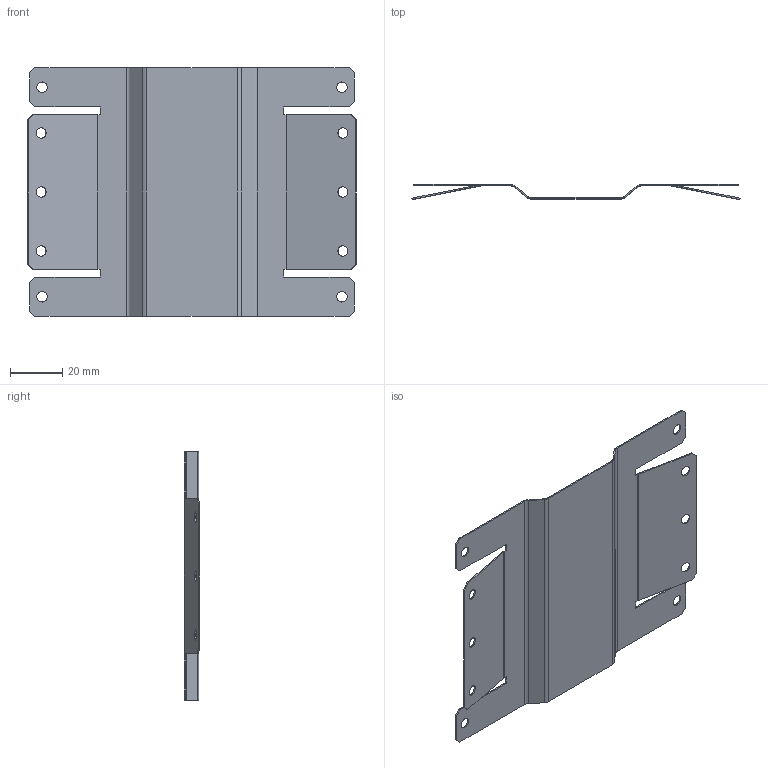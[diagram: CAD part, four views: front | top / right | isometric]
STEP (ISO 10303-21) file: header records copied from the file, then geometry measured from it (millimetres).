
FILE_DESCRIPTION (( 'STEP AP203' ), '1' );
FILE_NAME ('Bed_Clamp_Spring.STEP', '2023-04-26T11:29:16', ( '' ), ( '' ), 'SwSTEP 2.0', 'SolidWorks 2018', '' );
FILE_SCHEMA (( 'CONFIG_CONTROL_DESIGN' ));
Length unit declared in the file: millimetre
Products named in the file (1): Bed_Clamp_Spring
Bounding box: 125.4 x 5.79 x 95 mm (x, y, z)
Volume: 5881.8 mm3; surface area: 23915.9 mm2
Topology: 1 solids, 1 shells, 102 faces, 252 edges, 152 vertices
Faces by surface type: plane 70, cylinder 32
Entity records: 3073 total; most frequent: DIRECTION 522, CARTESIAN_POINT 507, ORIENTED_EDGE 504, EDGE_CURVE 252, LINE 188, VECTOR 188, AXIS2_PLACEMENT_3D 167, VERTEX_POINT 152
